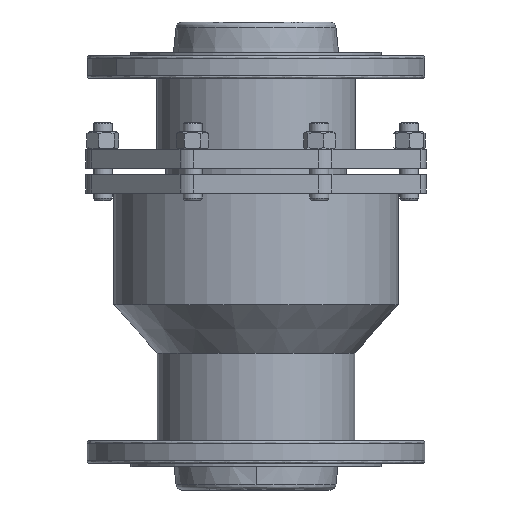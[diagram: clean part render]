
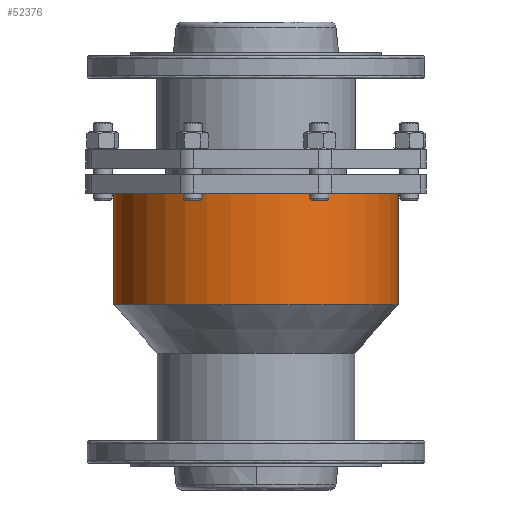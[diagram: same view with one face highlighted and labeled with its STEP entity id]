
A CAD part, front view. The second image highlights one B-rep face of the part: STEP entity #52376.
In plain terms, the highlighted cylindrical face has radius 120 mm (diameter 240 mm), a partial arc.
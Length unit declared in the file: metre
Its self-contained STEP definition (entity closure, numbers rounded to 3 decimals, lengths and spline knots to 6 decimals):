
#4890 = CARTESIAN_POINT ( 'NONE',  ( -0.079209, 0.004846, 0.312 ) ) ;
#13637 = ORIENTED_EDGE ( 'NONE', *, *, #21961, .F. ) ;
#16486 = AXIS2_PLACEMENT_3D ( 'NONE', #4890, #97194, #60014 ) ;
#21118 = LINE ( 'NONE', #103906, #27675 ) ;
#21961 = EDGE_CURVE ( 'NONE', #80860, #62672, #21118, .T. ) ;
#23800 = CARTESIAN_POINT ( 'NONE',  ( -0.199209, 0.004846, 0.406 ) ) ;
#27675 = VECTOR ( 'NONE', #105089, 1. ) ;
#32453 = VERTEX_POINT ( 'NONE', #79103 ) ;
#33426 = CYLINDRICAL_SURFACE ( 'NONE', #54179, 0.12 ) ;
#36859 = EDGE_CURVE ( 'NONE', #32453, #62672, #44968, .T. ) ;
#38889 = CARTESIAN_POINT ( 'NONE',  ( -0.079209, 0.004846, 0.406 ) ) ;
#42098 = AXIS2_PLACEMENT_3D ( 'NONE', #38889, #75491, #112101 ) ;
#44204 = CARTESIAN_POINT ( 'NONE',  ( 0.040791, 0.004846, 0.312 ) ) ;
#44968 = CIRCLE ( 'NONE', #16486, 0.12 ) ;
#49791 = CIRCLE ( 'NONE', #42098, 0.12 ) ;
#52376 = ADVANCED_FACE ( 'NONE', ( #115625 ), #33426, .T. ) ;
#53821 = EDGE_LOOP ( 'NONE', ( #13637, #61968, #114671, #89142 ) ) ;
#54179 = AXIS2_PLACEMENT_3D ( 'NONE', #63386, #108412, #117959 ) ;
#56374 = CARTESIAN_POINT ( 'NONE',  ( 0.040791, 0.004846, 0.406 ) ) ;
#60014 = DIRECTION ( 'NONE',  ( -1., 0., 0. ) ) ;
#61968 = ORIENTED_EDGE ( 'NONE', *, *, #93792, .T. ) ;
#62128 = DIRECTION ( 'NONE',  ( 0., 0., -1. ) ) ;
#62672 = VERTEX_POINT ( 'NONE', #44204 ) ;
#63386 = CARTESIAN_POINT ( 'NONE',  ( -0.079209, 0.004846, 0.406 ) ) ;
#71124 = CARTESIAN_POINT ( 'NONE',  ( -0.199209, 0.004846, 0.406 ) ) ;
#74065 = EDGE_CURVE ( 'NONE', #90556, #32453, #116710, .T. ) ;
#75491 = DIRECTION ( 'NONE',  ( 0., 0., -1. ) ) ;
#78229 = VECTOR ( 'NONE', #62128, 1. ) ;
#79103 = CARTESIAN_POINT ( 'NONE',  ( -0.199209, 0.004846, 0.312 ) ) ;
#80860 = VERTEX_POINT ( 'NONE', #56374 ) ;
#89142 = ORIENTED_EDGE ( 'NONE', *, *, #36859, .T. ) ;
#90556 = VERTEX_POINT ( 'NONE', #71124 ) ;
#93792 = EDGE_CURVE ( 'NONE', #80860, #90556, #49791, .T. ) ;
#97194 = DIRECTION ( 'NONE',  ( 0., 0., 1. ) ) ;
#103906 = CARTESIAN_POINT ( 'NONE',  ( 0.040791, 0.004846, 0.406 ) ) ;
#105089 = DIRECTION ( 'NONE',  ( 0., 0., -1. ) ) ;
#108412 = DIRECTION ( 'NONE',  ( 0., 0., -1. ) ) ;
#112101 = DIRECTION ( 'NONE',  ( -1., 0., 0. ) ) ;
#114671 = ORIENTED_EDGE ( 'NONE', *, *, #74065, .T. ) ;
#115625 = FACE_OUTER_BOUND ( 'NONE', #53821, .T. ) ;
#116710 = LINE ( 'NONE', #23800, #78229 ) ;
#117959 = DIRECTION ( 'NONE',  ( -1., 0., 0. ) ) ;
